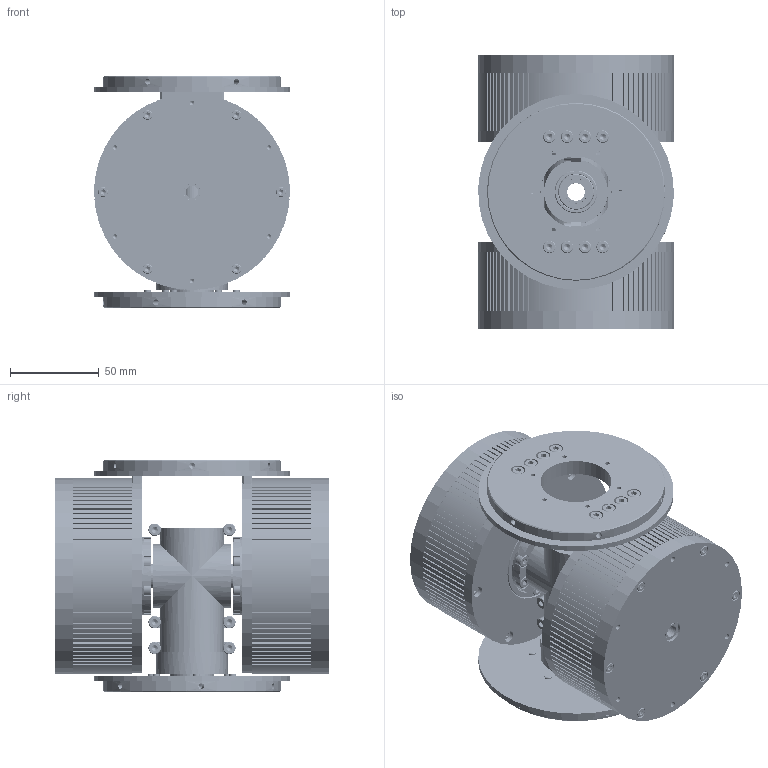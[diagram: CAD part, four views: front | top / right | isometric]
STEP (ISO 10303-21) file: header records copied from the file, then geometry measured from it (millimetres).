
FILE_DESCRIPTION(('FreeCAD Model'),'2;1');
FILE_NAME('Open CASCADE Shape Model','2024-03-19T16:06:45',(''),(''), 'Open CASCADE STEP processor 7.6','FreeCAD','Unknown');
FILE_SCHEMA(('AUTOMOTIVE_DESIGN { 1 0 10303 214 1 1 1 1 }'));
Length unit declared in the file: millimetre
Products named in the file (51): RV110; RO80-BSR70(1)(2Ãà¼öÁ÷)150; RO80-BSR70(1)(2Ãà¼öÁ÷)004; RO80-BSR70(1)(2Ãà¼öÁ÷)021; RO80-BSR70(1)(2Ãà¼öÁ÷)027; RO80-BSR70(1)(2Ãà¼öÁ÷)134; RO80-BSR70(1)(2Ãà¼öÁ÷)135; RO80-BSR70(1)(2Ãà¼öÁ÷)136; RO80-BSR70(1)(2Ãà¼öÁ÷)137; RO80-BSR70(1)(2Ãà¼öÁ÷)138; RO80-BSR70(1)(2Ãà¼öÁ÷)139; RO80-BSR70(1)(2Ãà¼öÁ÷)140; RO80-BSR70(1)(2Ãà¼öÁ÷)141; RO80-BSR70(1)(2Ãà¼öÁ÷)142; RO80-BSR70(1)(2Ãà¼öÁ÷)143; RO80-BSR70(1)(2Ãà¼öÁ÷)144; RO80-BSR70(1)(2Ãà¼öÁ÷)145; RO80-BSR70(1)(2Ãà¼öÁ÷)146; RO80-BSR70(1)(2Ãà¼öÁ÷)147; RO80-BSR70(1)(2Ãà¼öÁ÷)148; RO80-BSR70(1)(2Ãà¼öÁ÷)149; RH110-A1; RV110-KGTS1.0-2525-012; RV110-KGTS1.0-2525-10; RV110-KGTS1.0-2525-011; RV110-KGTS1.0-2525-10-2; RH110-6823; RH110-6804; RH110-6805; RH110-A2; RH110-6843; RH110-6863; RV110-KGTS1.0-2525-10-3; RV110-KGTS1.0-2525-015; RH110-6883; RH110-A3; CB 2008G006; CB 2008G1; CB 2008G002; CB 2008G003 ...
Assembly tree (110 placements, depth 3):
  RV110
    RO80-BSR70(1)(2Ãà¼öÁ÷)150
      RO80-BSR70(1)(2Ãà¼öÁ÷)004
      RO80-BSR70(1)(2Ãà¼öÁ÷)021
      RO80-BSR70(1)(2Ãà¼öÁ÷)027
      RO80-BSR70(1)(2Ãà¼öÁ÷)134
      RO80-BSR70(1)(2Ãà¼öÁ÷)135
      RO80-BSR70(1)(2Ãà¼öÁ÷)136
      RO80-BSR70(1)(2Ãà¼öÁ÷)137
      RO80-BSR70(1)(2Ãà¼öÁ÷)138
      RO80-BSR70(1)(2Ãà¼öÁ÷)139
      RO80-BSR70(1)(2Ãà¼öÁ÷)140
      RO80-BSR70(1)(2Ãà¼öÁ÷)141
      RO80-BSR70(1)(2Ãà¼öÁ÷)142
      RO80-BSR70(1)(2Ãà¼öÁ÷)143
      RO80-BSR70(1)(2Ãà¼öÁ÷)144
      RO80-BSR70(1)(2Ãà¼öÁ÷)145
      RO80-BSR70(1)(2Ãà¼öÁ÷)146
      RO80-BSR70(1)(2Ãà¼öÁ÷)147
      RO80-BSR70(1)(2Ãà¼öÁ÷)148
      RO80-BSR70(1)(2Ãà¼öÁ÷)149
    RH110-A1  x2
    RV110-KGTS1.0-2525-012
      RV110-KGTS1.0-2525-10
      RV110-KGTS1.0-2525-011
    RV110-KGTS1.0-2525-10-2
    RH110-6823
      RH110-6804
      RH110-6805
    RH110-A2
    RH110-6843
      RH110-6804
      RH110-6805
    RH110-6863
      RH110-6804
      RH110-6805
    RV110-KGTS1.0-2525-10-3
    RV110-KGTS1.0-2525-015
      RV110-KGTS1.0-2525-10
      RV110-KGTS1.0-2525-011
    RH110-6883
      RH110-6804
      RH110-6805
    RH110-A3
    CB 2008G006
      CB 2008G1
      CB 2008G002
      CB 2008G003
      CB 2008G004
      CB 2008G005
    RH110-A4
    RH110-A5
    RO80-BSR70(1)(2Ãà¼öÁ÷)301
      RO80-BSR70(1)(2Ãà¼öÁ÷)004
      RO80-BSR70(1)(2Ãà¼öÁ÷)157
      RO80-BSR70(1)(2Ãà¼öÁ÷)158
      RO80-BSR70(1)(2Ãà¼öÁ÷)021
      RO80-BSR70(1)(2Ãà¼öÁ÷)027
      RO80-BSR70(1)(2Ãà¼öÁ÷)134
      RO80-BSR70(1)(2Ãà¼öÁ÷)137
Bounding box: 110 x 154 x 130 mm (x, y, z)
Volume: 524142.1 mm3; surface area: 342700.9 mm2
Topology: 101 solids, 101 shells, 3173 faces, 7433 edges, 4627 vertices
Faces by surface type: plane 1529, cylinder 828, cone 710, bspline 60, torus 46
Full cylindrical faces by diameter (mm): 2 x8, 2.5 x66, 3 x24, 3.2 x42, 3.242 x12, 3.3 x26, 4 x46, 4.3 x14, 4.5 x16, 5.5 x24, 6.5 x24, 7 x41, 8 x14, 9 x4, 9.8 x2, 10 x6, 11 x1, 11.56 x2, 12 x2, 12.8 x2, 13 x4, 14 x2, 14.44 x2, 14.952 x2, 15 x3, 17 x6, 20 x14, 20.2 x1, 22 x2, 23.2 x8
Entity records: 49333 total; most frequent: CARTESIAN_POINT 11185, DIRECTION 7378, ORIENTED_EDGE 7174, EDGE_CURVE 3587, AXIS2_PLACEMENT_3D 2901, VERTEX_POINT 2333, FACE_BOUND 1856, EDGE_LOOP 1856
